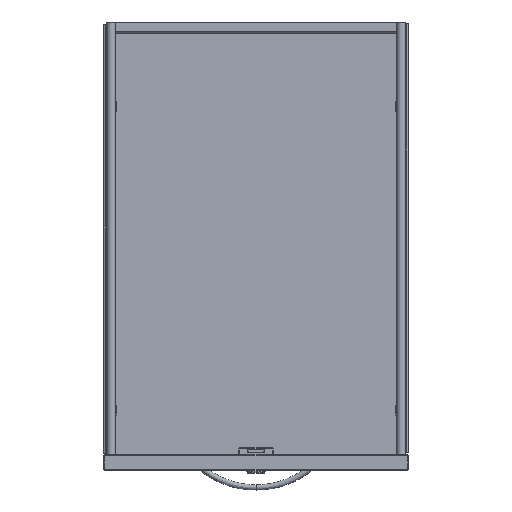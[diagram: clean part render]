
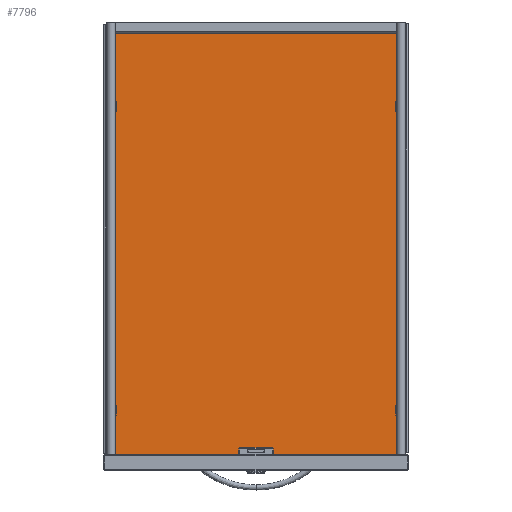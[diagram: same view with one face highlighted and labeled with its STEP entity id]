
A CAD part, top view. The second image highlights one B-rep face of the part: STEP entity #7796.
In plain terms, the highlighted planar face has unit normal (0, 0, 1).
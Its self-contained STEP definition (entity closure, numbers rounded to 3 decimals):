
#831=FACE_OUTER_BOUND('',#1274,.T.);
#1274=EDGE_LOOP('',(#5605,#5606,#5607,#5608,#5609,#5610));
#1748=LINE('',#11883,#2537);
#1763=LINE('',#11921,#2552);
#1777=LINE('',#11947,#2566);
#1839=LINE('',#12091,#2628);
#1866=LINE('',#12157,#2655);
#1869=LINE('',#12162,#2658);
#2537=VECTOR('',#9460,493.);
#2552=VECTOR('',#9491,330.);
#2566=VECTOR('',#9519,493.);
#2628=VECTOR('',#9649,15.);
#2655=VECTOR('',#9714,300.);
#2658=VECTOR('',#9721,15.);
#3312=VERTEX_POINT('',#11881);
#3313=VERTEX_POINT('',#11882);
#3328=VERTEX_POINT('',#11920);
#3333=VERTEX_POINT('',#11945);
#3381=VERTEX_POINT('',#12089);
#3401=VERTEX_POINT('',#12153);
#4092=EDGE_CURVE('',#3312,#3313,#1748,.T.);
#4111=EDGE_CURVE('',#3328,#3312,#1763,.T.);
#4125=EDGE_CURVE('',#3333,#3328,#1777,.T.);
#4197=EDGE_CURVE('',#3381,#3333,#1839,.T.);
#4230=EDGE_CURVE('',#3401,#3381,#1866,.T.);
#4233=EDGE_CURVE('',#3313,#3401,#1869,.T.);
#5605=ORIENTED_EDGE('',*,*,#4125,.F.);
#5606=ORIENTED_EDGE('',*,*,#4197,.F.);
#5607=ORIENTED_EDGE('',*,*,#4230,.F.);
#5608=ORIENTED_EDGE('',*,*,#4233,.F.);
#5609=ORIENTED_EDGE('',*,*,#4092,.F.);
#5610=ORIENTED_EDGE('',*,*,#4111,.F.);
#7532=PLANE('',#8610);
#7796=ADVANCED_FACE('',(#831),#7532,.T.);
#8610=AXIS2_PLACEMENT_3D('',#12164,#9724,#9725);
#9460=DIRECTION('',(0.,-1.,0.));
#9491=DIRECTION('',(1.,0.,0.));
#9519=DIRECTION('',(0.,1.,0.));
#9649=DIRECTION('',(-1.,0.,0.));
#9714=DIRECTION('',(-1.,0.,0.));
#9721=DIRECTION('',(-1.,0.,0.));
#9724=DIRECTION('center_axis',(0.,0.,1.));
#9725=DIRECTION('ref_axis',(1.,0.,0.));
#11881=CARTESIAN_POINT('',(330.,493.,0.8));
#11882=CARTESIAN_POINT('',(330.,0.,0.8));
#11883=CARTESIAN_POINT('',(330.,493.,0.8));
#11920=CARTESIAN_POINT('',(0.,493.,0.8));
#11921=CARTESIAN_POINT('',(0.,493.,0.8));
#11945=CARTESIAN_POINT('',(0.,0.,0.8));
#11947=CARTESIAN_POINT('',(0.,0.,0.8));
#12089=CARTESIAN_POINT('',(15.,0.,0.8));
#12091=CARTESIAN_POINT('',(15.,0.,0.8));
#12153=CARTESIAN_POINT('',(315.,0.,0.8));
#12157=CARTESIAN_POINT('',(315.,0.,0.8));
#12162=CARTESIAN_POINT('',(330.,0.,0.8));
#12164=CARTESIAN_POINT('Origin',(165.,246.5,0.8));
